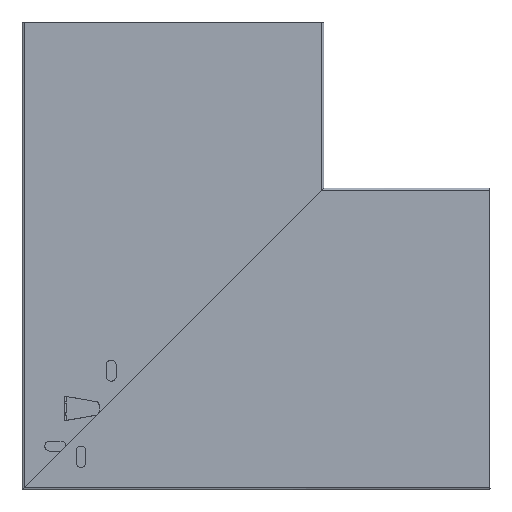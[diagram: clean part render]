
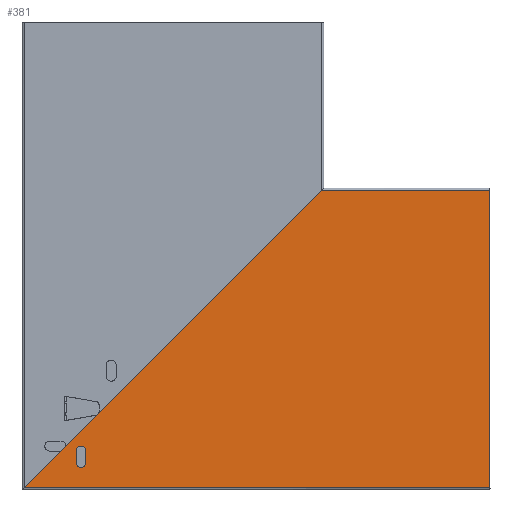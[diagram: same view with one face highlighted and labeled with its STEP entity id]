
A CAD part, front view. The second image highlights one B-rep face of the part: STEP entity #381.
In plain terms, the highlighted planar face has unit normal (0, -1, 0).
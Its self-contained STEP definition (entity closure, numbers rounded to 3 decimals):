
#38 = CARTESIAN_POINT ( 'NONE',  ( 816.146, 23.028, -730.75 ) ) ;
#381 = ADVANCED_FACE ( 'NONE', ( #776, #7467 ), #770, .F. ) ;
#424 = ORIENTED_EDGE ( 'NONE', *, *, #3689, .F. ) ;
#433 = VERTEX_POINT ( 'NONE', #7017 ) ;
#559 = CARTESIAN_POINT ( 'NONE',  ( 812.896, 23.028, -734. ) ) ;
#580 = VERTEX_POINT ( 'NONE', #2649 ) ;
#610 = LINE ( 'NONE', #4239, #6553 ) ;
#628 = VERTEX_POINT ( 'NONE', #6206 ) ;
#641 = VERTEX_POINT ( 'NONE', #6538 ) ;
#727 = CARTESIAN_POINT ( 'NONE',  ( 816.146, 23.028, -734. ) ) ;
#770 = PLANE ( 'NONE',  #3655 ) ;
#776 = FACE_OUTER_BOUND ( 'NONE', #1463, .T. ) ;
#852 = CARTESIAN_POINT ( 'NONE',  ( 823.646, 23.028, -737.25 ) ) ;
#969 = DIRECTION ( 'NONE',  ( 0., -1., 0. ) ) ;
#1100 = LINE ( 'NONE', #6734, #2292 ) ;
#1288 = CARTESIAN_POINT ( 'NONE',  ( 996.372, 23.028, -2018. ) ) ;
#1305 = DIRECTION ( 'NONE',  ( -1., 0., 0. ) ) ;
#1329 = EDGE_CURVE ( 'NONE', #628, #1906, #5978, .T. ) ;
#1402 = CIRCLE ( 'NONE', #4101, 3.25 ) ;
#1463 = EDGE_LOOP ( 'NONE', ( #3454, #4656, #6999, #424 ) ) ;
#1490 = DIRECTION ( 'NONE',  ( 0., -1., 0. ) ) ;
#1891 = DIRECTION ( 'NONE',  ( -1., 0., 0. ) ) ;
#1906 = VERTEX_POINT ( 'NONE', #852 ) ;
#2267 = EDGE_CURVE ( 'NONE', #641, #433, #5276, .T. ) ;
#2287 = DIRECTION ( 'NONE',  ( 0.707, 0., -0.707 ) ) ;
#2292 = VECTOR ( 'NONE', #4375, 1000. ) ;
#2507 = CARTESIAN_POINT ( 'NONE',  ( 819.896, 23.028, -737.25 ) ) ;
#2649 = CARTESIAN_POINT ( 'NONE',  ( 799.419, 23.028, -1005. ) ) ;
#2650 = ORIENTED_EDGE ( 'NONE', *, *, #1329, .F. ) ;
#2978 = LINE ( 'NONE', #1288, #7308 ) ;
#3444 = VERTEX_POINT ( 'NONE', #559 ) ;
#3454 = ORIENTED_EDGE ( 'NONE', *, *, #6014, .F. ) ;
#3489 = CIRCLE ( 'NONE', #3658, 3.25 ) ;
#3603 = VERTEX_POINT ( 'NONE', #6493 ) ;
#3613 = CIRCLE ( 'NONE', #5269, 3.25 ) ;
#3647 = LINE ( 'NONE', #5554, #3839 ) ;
#3655 = AXIS2_PLACEMENT_3D ( 'NONE', #6564, #5970, #1891 ) ;
#3658 = AXIS2_PLACEMENT_3D ( 'NONE', #4454, #969, #5049 ) ;
#3673 = DIRECTION ( 'NONE',  ( 0., 0., -1. ) ) ;
#3689 = EDGE_CURVE ( 'NONE', #580, #641, #3647, .T. ) ;
#3725 = EDGE_CURVE ( 'NONE', #3444, #628, #3489, .T. ) ;
#3839 = VECTOR ( 'NONE', #6121, 1000. ) ;
#4018 = CARTESIAN_POINT ( 'NONE',  ( 823.646, 23.028, -730.75 ) ) ;
#4081 = EDGE_CURVE ( 'NONE', #433, #3603, #2978, .T. ) ;
#4101 = AXIS2_PLACEMENT_3D ( 'NONE', #727, #4797, #1305 ) ;
#4156 = EDGE_CURVE ( 'NONE', #5582, #6228, #610, .T. ) ;
#4239 = CARTESIAN_POINT ( 'NONE',  ( 816.146, 23.028, -730.75 ) ) ;
#4375 = DIRECTION ( 'NONE',  ( -1., 0., 0. ) ) ;
#4454 = CARTESIAN_POINT ( 'NONE',  ( 816.146, 23.028, -734. ) ) ;
#4645 = EDGE_CURVE ( 'NONE', #6228, #3444, #1402, .T. ) ;
#4656 = ORIENTED_EDGE ( 'NONE', *, *, #4081, .F. ) ;
#4701 = EDGE_CURVE ( 'NONE', #1906, #5582, #3613, .T. ) ;
#4797 = DIRECTION ( 'NONE',  ( 0., -1., 0. ) ) ;
#4991 = CARTESIAN_POINT ( 'NONE',  ( 823.646, 23.028, -734. ) ) ;
#5049 = DIRECTION ( 'NONE',  ( -1., 0., 0. ) ) ;
#5219 = ORIENTED_EDGE ( 'NONE', *, *, #4645, .F. ) ;
#5269 = AXIS2_PLACEMENT_3D ( 'NONE', #4991, #1490, #5565 ) ;
#5276 = LINE ( 'NONE', #5774, #7306 ) ;
#5554 = CARTESIAN_POINT ( 'NONE',  ( 799.419, 23.028, -2018. ) ) ;
#5565 = DIRECTION ( 'NONE',  ( -1., 0., 0. ) ) ;
#5582 = VERTEX_POINT ( 'NONE', #4018 ) ;
#5774 = CARTESIAN_POINT ( 'NONE',  ( 782.177, 23.028, -679.257 ) ) ;
#5875 = EDGE_LOOP ( 'NONE', ( #2650, #6335, #5219, #7508, #6154 ) ) ;
#5970 = DIRECTION ( 'NONE',  ( 0., 1., 0. ) ) ;
#5978 = LINE ( 'NONE', #2507, #6076 ) ;
#5985 = DIRECTION ( 'NONE',  ( 1., 0., 0. ) ) ;
#6014 = EDGE_CURVE ( 'NONE', #3603, #580, #1100, .T. ) ;
#6076 = VECTOR ( 'NONE', #5985, 1000. ) ;
#6121 = DIRECTION ( 'NONE',  ( 0., 0., 1. ) ) ;
#6154 = ORIENTED_EDGE ( 'NONE', *, *, #4701, .F. ) ;
#6206 = CARTESIAN_POINT ( 'NONE',  ( 816.146, 23.028, -737.25 ) ) ;
#6228 = VERTEX_POINT ( 'NONE', #38 ) ;
#6335 = ORIENTED_EDGE ( 'NONE', *, *, #3725, .F. ) ;
#6493 = CARTESIAN_POINT ( 'NONE',  ( 996.372, 23.028, -1005. ) ) ;
#6538 = CARTESIAN_POINT ( 'NONE',  ( 799.419, 23.028, -696.5 ) ) ;
#6553 = VECTOR ( 'NONE', #7215, 1000. ) ;
#6564 = CARTESIAN_POINT ( 'NONE',  ( 922.292, 23.028, -2495.5 ) ) ;
#6734 = CARTESIAN_POINT ( 'NONE',  ( 1052.575, 23.028, -1005. ) ) ;
#6999 = ORIENTED_EDGE ( 'NONE', *, *, #2267, .F. ) ;
#7017 = CARTESIAN_POINT ( 'NONE',  ( 996.372, 23.028, -893.452 ) ) ;
#7215 = DIRECTION ( 'NONE',  ( -1., 0., 0. ) ) ;
#7306 = VECTOR ( 'NONE', #2287, 1000. ) ;
#7308 = VECTOR ( 'NONE', #3673, 1000. ) ;
#7467 = FACE_BOUND ( 'NONE', #5875, .T. ) ;
#7508 = ORIENTED_EDGE ( 'NONE', *, *, #4156, .F. ) ;
